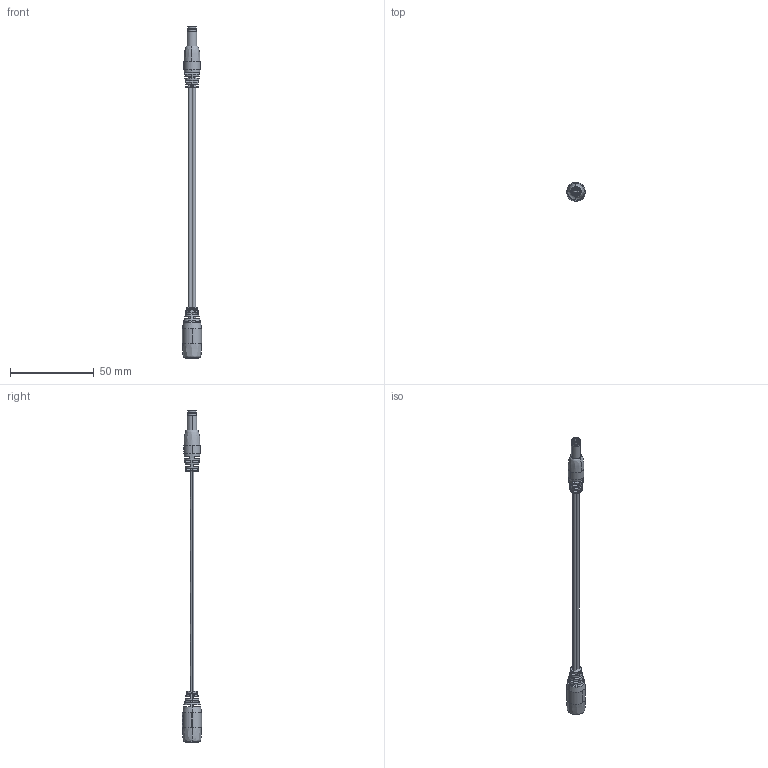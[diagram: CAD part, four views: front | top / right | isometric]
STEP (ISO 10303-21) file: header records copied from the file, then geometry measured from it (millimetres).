
FILE_DESCRIPTION (( 'STEP AP214' ), '1' );
FILE_NAME ('10-01074.STEP', '2015-10-16T22:01:20', ( 'Joel' ), ( 'Microsoft' ), 'SwSTEP 2.0', 'SolidWorks 2015', '' );
FILE_SCHEMA (( 'AUTOMOTIVE_DESIGN' ));
Length unit declared in the file: millimetre
Products named in the file (13): 50-00027; 50-00027 contact; 50-00027 pin; 50-00027 insulator; 50-00027 shell; 50-00026; 50-00026 insulator; 50-00026 contact; 50-00026 shell; 24-00004; 24-00003; 30-00007_wbc; 10-01074
Assembly tree (12 placements, depth 3):
  10-01074
    30-00007_wbc
    24-00003
    24-00004
    50-00026
      50-00026 shell
      50-00026 contact
      50-00026 insulator
    50-00027
      50-00027 shell
      50-00027 insulator
      50-00027 pin
      50-00027 contact
Bounding box: 11.4 x 11.4 x 198.74 mm (x, y, z)
Volume: 4996.2 mm3; surface area: 8333.2 mm2
Topology: 22 solids, 22 shells, 696 faces, 1772 edges, 1132 vertices
Faces by surface type: plane 231, bspline 195, cylinder 168, torus 61, cone 41
Entity records: 29944 total; most frequent: CARTESIAN_POINT 11491, ORIENTED_EDGE 3540, DIRECTION 2788, EDGE_CURVE 1770, VERTEX_POINT 1132, AXIS2_PLACEMENT_3D 1125, EDGE_LOOP 744, ADVANCED_FACE 696
